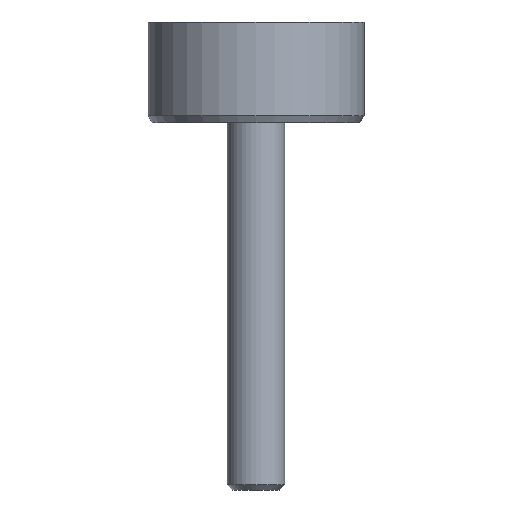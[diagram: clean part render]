
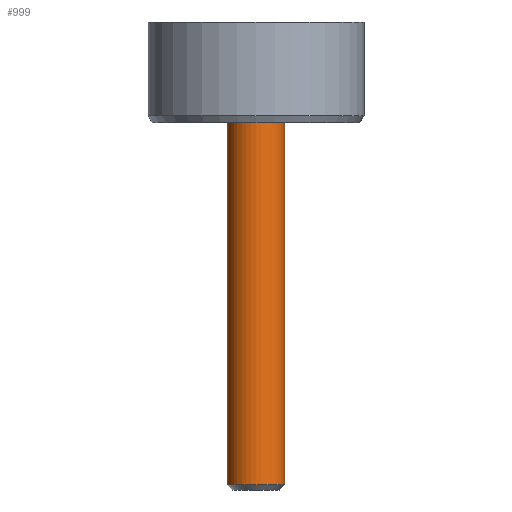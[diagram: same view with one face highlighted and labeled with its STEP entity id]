
A CAD part, front view. The second image highlights one B-rep face of the part: STEP entity #999.
In plain terms, the highlighted cylindrical face has radius 0.8 mm (diameter 1.6 mm), a full revolution.
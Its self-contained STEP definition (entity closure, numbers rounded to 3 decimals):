
#15=CYLINDRICAL_SURFACE('',#1066,0.8);
#36=CIRCLE('',#1065,0.8);
#37=CIRCLE('',#1067,0.8);
#118=FACE_OUTER_BOUND('',#178,.T.);
#178=EDGE_LOOP('',(#905,#906,#907,#908));
#260=LINE('',#1960,#339);
#339=VECTOR('',#1234,0.8);
#484=VERTEX_POINT('',#1954);
#485=VERTEX_POINT('',#1958);
#625=EDGE_CURVE('',#484,#484,#36,.T.);
#627=EDGE_CURVE('',#485,#485,#37,.T.);
#628=EDGE_CURVE('',#485,#484,#260,.T.);
#905=ORIENTED_EDGE('',*,*,#627,.F.);
#906=ORIENTED_EDGE('',*,*,#628,.T.);
#907=ORIENTED_EDGE('',*,*,#625,.T.);
#908=ORIENTED_EDGE('',*,*,#628,.F.);
#999=ADVANCED_FACE('',(#118),#15,.T.);
#1065=AXIS2_PLACEMENT_3D('',#1955,#1227,#1228);
#1066=AXIS2_PLACEMENT_3D('',#1957,#1230,#1231);
#1067=AXIS2_PLACEMENT_3D('',#1959,#1232,#1233);
#1227=DIRECTION('center_axis',(0.,0.,1.));
#1228=DIRECTION('ref_axis',(0.,-1.,0.));
#1230=DIRECTION('center_axis',(0.,0.,1.));
#1231=DIRECTION('ref_axis',(0.,-1.,0.));
#1232=DIRECTION('center_axis',(0.,0.,1.));
#1233=DIRECTION('ref_axis',(0.,-1.,0.));
#1234=DIRECTION('',(0.,0.,-1.));
#1954=CARTESIAN_POINT('',(0.,0.8,-10.05));
#1955=CARTESIAN_POINT('Origin',(0.,0.,-10.05));
#1957=CARTESIAN_POINT('Origin',(0.,0.,-5.025));
#1958=CARTESIAN_POINT('',(0.,0.8,0.));
#1959=CARTESIAN_POINT('Origin',(0.,0.,0.));
#1960=CARTESIAN_POINT('',(0.,0.8,-5.025));
